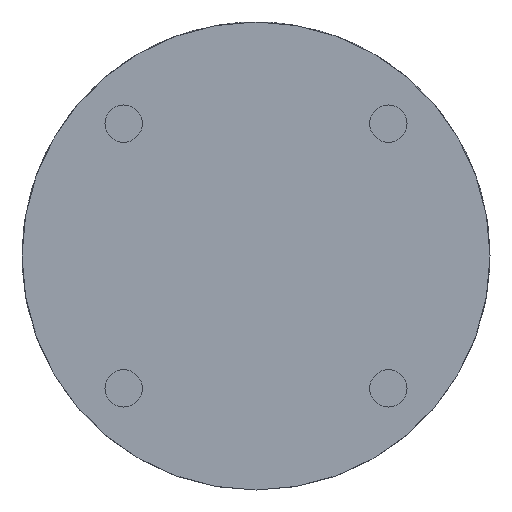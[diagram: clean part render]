
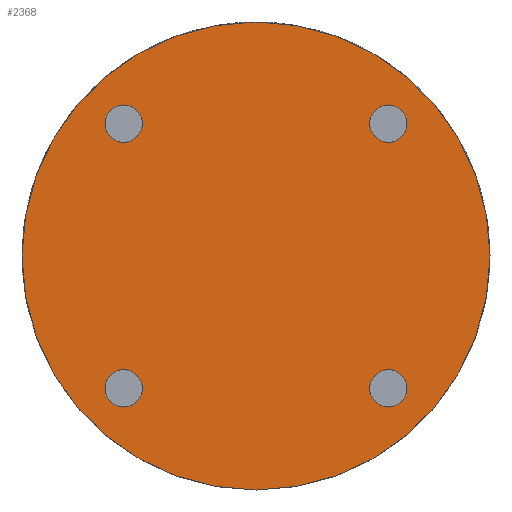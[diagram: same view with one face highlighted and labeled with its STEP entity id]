
A CAD part, front view. The second image highlights one B-rep face of the part: STEP entity #2368.
In plain terms, the highlighted planar face has unit normal (0, -1, 0).
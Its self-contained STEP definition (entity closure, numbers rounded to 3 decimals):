
#51 = EDGE_CURVE ( 'NONE', #4492, #2916, #4474, .T. ) ;
#57 = DIRECTION ( 'NONE',  ( 0., 0., -1. ) ) ;
#87 = CARTESIAN_POINT ( 'NONE',  ( 28.284, 0., -28.284 ) ) ;
#201 = EDGE_CURVE ( 'NONE', #1607, #3765, #247, .T. ) ;
#247 = CIRCLE ( 'NONE', #3388, 4. ) ;
#303 = ORIENTED_EDGE ( 'NONE', *, *, #4341, .F. ) ;
#311 = EDGE_CURVE ( 'NONE', #2916, #4492, #3984, .T. ) ;
#366 = EDGE_LOOP ( 'NONE', ( #3395, #3264 ) ) ;
#397 = DIRECTION ( 'NONE',  ( 0., -1., 0. ) ) ;
#408 = DIRECTION ( 'NONE',  ( 0., -1., 0. ) ) ;
#543 = EDGE_CURVE ( 'NONE', #1776, #3275, #735, .T. ) ;
#612 = VERTEX_POINT ( 'NONE', #1387 ) ;
#688 = ORIENTED_EDGE ( 'NONE', *, *, #311, .F. ) ;
#735 = CIRCLE ( 'NONE', #4168, 4. ) ;
#757 = FACE_BOUND ( 'NONE', #1663, .T. ) ;
#849 = AXIS2_PLACEMENT_3D ( 'NONE', #3175, #1056, #1007 ) ;
#892 = EDGE_LOOP ( 'NONE', ( #303, #1533 ) ) ;
#1007 = DIRECTION ( 'NONE',  ( 0., 0., -1. ) ) ;
#1056 = DIRECTION ( 'NONE',  ( 0., -1., 0. ) ) ;
#1059 = DIRECTION ( 'NONE',  ( 0., -1., 0. ) ) ;
#1085 = CARTESIAN_POINT ( 'NONE',  ( 28.284, 0., 28.284 ) ) ;
#1155 = DIRECTION ( 'NONE',  ( 0., -1., 0. ) ) ;
#1219 = DIRECTION ( 'NONE',  ( 0., 0., -1. ) ) ;
#1274 = CARTESIAN_POINT ( 'NONE',  ( -28.284, 0., -32.284 ) ) ;
#1361 = ORIENTED_EDGE ( 'NONE', *, *, #3915, .F. ) ;
#1380 = VERTEX_POINT ( 'NONE', #1986 ) ;
#1387 = CARTESIAN_POINT ( 'NONE',  ( 0., 0., 50. ) ) ;
#1395 = ORIENTED_EDGE ( 'NONE', *, *, #4897, .F. ) ;
#1517 = VERTEX_POINT ( 'NONE', #5052 ) ;
#1533 = ORIENTED_EDGE ( 'NONE', *, *, #543, .F. ) ;
#1597 = FACE_BOUND ( 'NONE', #892, .T. ) ;
#1607 = VERTEX_POINT ( 'NONE', #2542 ) ;
#1644 = CARTESIAN_POINT ( 'NONE',  ( -28.284, 0., -28.284 ) ) ;
#1663 = EDGE_LOOP ( 'NONE', ( #2065, #1395 ) ) ;
#1678 = EDGE_CURVE ( 'NONE', #4645, #1517, #5491, .T. ) ;
#1760 = DIRECTION ( 'NONE',  ( 0., 0., 1. ) ) ;
#1776 = VERTEX_POINT ( 'NONE', #3504 ) ;
#1885 = AXIS2_PLACEMENT_3D ( 'NONE', #4066, #5039, #2954 ) ;
#1898 = DIRECTION ( 'NONE',  ( 0., -1., 0. ) ) ;
#1986 = CARTESIAN_POINT ( 'NONE',  ( 0., 0., -50. ) ) ;
#2065 = ORIENTED_EDGE ( 'NONE', *, *, #1678, .F. ) ;
#2081 = AXIS2_PLACEMENT_3D ( 'NONE', #4840, #1059, #2328 ) ;
#2097 = CARTESIAN_POINT ( 'NONE',  ( 28.284, 0., -32.284 ) ) ;
#2126 = CARTESIAN_POINT ( 'NONE',  ( 0., 0., 0. ) ) ;
#2186 = AXIS2_PLACEMENT_3D ( 'NONE', #5018, #1155, #4179 ) ;
#2188 = PLANE ( 'NONE',  #4963 ) ;
#2281 = CIRCLE ( 'NONE', #2081, 4. ) ;
#2287 = ORIENTED_EDGE ( 'NONE', *, *, #4093, .F. ) ;
#2328 = DIRECTION ( 'NONE',  ( 0., 0., -1. ) ) ;
#2368 = ADVANCED_FACE ( 'NONE', ( #1597, #757, #3772, #3462, #3802 ), #2188, .F. ) ;
#2471 = DIRECTION ( 'NONE',  ( 0., 1., 0. ) ) ;
#2542 = CARTESIAN_POINT ( 'NONE',  ( -28.284, 0., 32.284 ) ) ;
#2722 = AXIS2_PLACEMENT_3D ( 'NONE', #1085, #1898, #4427 ) ;
#2916 = VERTEX_POINT ( 'NONE', #3431 ) ;
#2938 = ORIENTED_EDGE ( 'NONE', *, *, #51, .F. ) ;
#2954 = DIRECTION ( 'NONE',  ( 0., 0., 1. ) ) ;
#3126 = AXIS2_PLACEMENT_3D ( 'NONE', #2126, #4730, #3883 ) ;
#3175 = CARTESIAN_POINT ( 'NONE',  ( 28.284, 0., 28.284 ) ) ;
#3264 = ORIENTED_EDGE ( 'NONE', *, *, #201, .F. ) ;
#3275 = VERTEX_POINT ( 'NONE', #1274 ) ;
#3367 = DIRECTION ( 'NONE',  ( 0., -1., 0. ) ) ;
#3388 = AXIS2_PLACEMENT_3D ( 'NONE', #5172, #408, #3935 ) ;
#3395 = ORIENTED_EDGE ( 'NONE', *, *, #5351, .F. ) ;
#3431 = CARTESIAN_POINT ( 'NONE',  ( 28.284, 0., 32.284 ) ) ;
#3462 = FACE_BOUND ( 'NONE', #366, .T. ) ;
#3504 = CARTESIAN_POINT ( 'NONE',  ( -28.284, 0., -24.284 ) ) ;
#3590 = CARTESIAN_POINT ( 'NONE',  ( -28.284, 0., 24.284 ) ) ;
#3765 = VERTEX_POINT ( 'NONE', #3590 ) ;
#3772 = FACE_BOUND ( 'NONE', #4740, .T. ) ;
#3802 = FACE_OUTER_BOUND ( 'NONE', #5457, .T. ) ;
#3883 = DIRECTION ( 'NONE',  ( 0., 0., 1. ) ) ;
#3911 = CARTESIAN_POINT ( 'NONE',  ( 0., 0., 0. ) ) ;
#3915 = EDGE_CURVE ( 'NONE', #612, #1380, #4318, .T. ) ;
#3935 = DIRECTION ( 'NONE',  ( 0., 0., -1. ) ) ;
#3984 = CIRCLE ( 'NONE', #2722, 4. ) ;
#4066 = CARTESIAN_POINT ( 'NONE',  ( 0., 0., 0. ) ) ;
#4093 = EDGE_CURVE ( 'NONE', #1380, #612, #5089, .T. ) ;
#4168 = AXIS2_PLACEMENT_3D ( 'NONE', #5552, #397, #4743 ) ;
#4179 = DIRECTION ( 'NONE',  ( 0., 0., -1. ) ) ;
#4318 = CIRCLE ( 'NONE', #1885, 50. ) ;
#4341 = EDGE_CURVE ( 'NONE', #3275, #1776, #4925, .T. ) ;
#4427 = DIRECTION ( 'NONE',  ( 0., 0., -1. ) ) ;
#4474 = CIRCLE ( 'NONE', #849, 4. ) ;
#4480 = CARTESIAN_POINT ( 'NONE',  ( 28.284, 0., 24.284 ) ) ;
#4492 = VERTEX_POINT ( 'NONE', #4480 ) ;
#4625 = CIRCLE ( 'NONE', #2186, 4. ) ;
#4645 = VERTEX_POINT ( 'NONE', #2097 ) ;
#4730 = DIRECTION ( 'NONE',  ( 0., 1., 0. ) ) ;
#4735 = AXIS2_PLACEMENT_3D ( 'NONE', #1644, #3367, #1219 ) ;
#4740 = EDGE_LOOP ( 'NONE', ( #2938, #688 ) ) ;
#4743 = DIRECTION ( 'NONE',  ( 0., 0., -1. ) ) ;
#4806 = DIRECTION ( 'NONE',  ( 0., -1., 0. ) ) ;
#4840 = CARTESIAN_POINT ( 'NONE',  ( 28.284, 0., -28.284 ) ) ;
#4897 = EDGE_CURVE ( 'NONE', #1517, #4645, #2281, .T. ) ;
#4925 = CIRCLE ( 'NONE', #4735, 4. ) ;
#4963 = AXIS2_PLACEMENT_3D ( 'NONE', #3911, #2471, #1760 ) ;
#5018 = CARTESIAN_POINT ( 'NONE',  ( -28.284, 0., 28.284 ) ) ;
#5039 = DIRECTION ( 'NONE',  ( 0., 1., 0. ) ) ;
#5052 = CARTESIAN_POINT ( 'NONE',  ( 28.284, 0., -24.284 ) ) ;
#5089 = CIRCLE ( 'NONE', #3126, 50. ) ;
#5141 = AXIS2_PLACEMENT_3D ( 'NONE', #87, #4806, #57 ) ;
#5172 = CARTESIAN_POINT ( 'NONE',  ( -28.284, 0., 28.284 ) ) ;
#5351 = EDGE_CURVE ( 'NONE', #3765, #1607, #4625, .T. ) ;
#5457 = EDGE_LOOP ( 'NONE', ( #2287, #1361 ) ) ;
#5491 = CIRCLE ( 'NONE', #5141, 4. ) ;
#5552 = CARTESIAN_POINT ( 'NONE',  ( -28.284, 0., -28.284 ) ) ;
